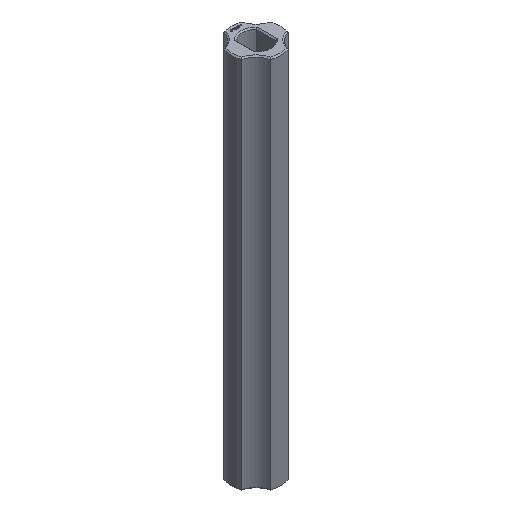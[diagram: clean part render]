
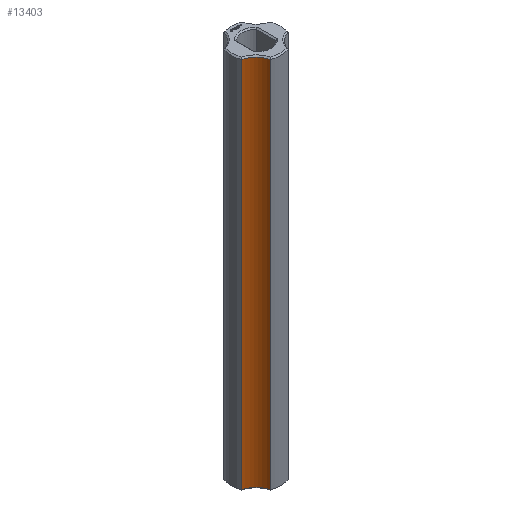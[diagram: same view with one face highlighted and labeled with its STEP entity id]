
A CAD part, isometric view. The second image highlights one B-rep face of the part: STEP entity #13403.
In plain terms, the highlighted cylindrical face has radius 5 mm (diameter 10 mm), a partial arc.
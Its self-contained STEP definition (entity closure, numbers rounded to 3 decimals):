
#189 = CYLINDRICAL_SURFACE('',#190,6.25);
#190 = AXIS2_PLACEMENT_3D('',#191,#192,#193);
#191 = CARTESIAN_POINT('',(0.,0.,0.));
#192 = DIRECTION('',(-0.,-0.,-1.));
#193 = DIRECTION('',(1.,0.,0.));
#625 = EDGE_CURVE('',#626,#628,#630,.T.);
#626 = VERTEX_POINT('',#627);
#627 = CARTESIAN_POINT('',(-2.225,-5.841,0.3));
#628 = VERTEX_POINT('',#629);
#629 = CARTESIAN_POINT('',(-2.225,-5.841,93.45));
#630 = SURFACE_CURVE('',#631,(#635,#642),.PCURVE_S1.);
#631 = LINE('',#632,#633);
#632 = CARTESIAN_POINT('',(-2.225,-5.841,0.));
#633 = VECTOR('',#634,1.);
#634 = DIRECTION('',(0.,0.,1.));
#635 = PCURVE('',#189,#636);
#636 = DEFINITIONAL_REPRESENTATION('',(#637),#641);
#637 = LINE('',#638,#639);
#638 = CARTESIAN_POINT('',(-4.348,0.));
#639 = VECTOR('',#640,1.);
#640 = DIRECTION('',(-0.,-1.));
#641 = ( GEOMETRIC_REPRESENTATION_CONTEXT(2) 
PARAMETRIC_REPRESENTATION_CONTEXT() REPRESENTATION_CONTEXT('2D SPACE',''
  ) );
#642 = PCURVE('',#643,#648);
#643 = CYLINDRICAL_SURFACE('',#644,5.);
#644 = AXIS2_PLACEMENT_3D('',#645,#646,#647);
#645 = CARTESIAN_POINT('',(-7.071,-7.071,0.));
#646 = DIRECTION('',(-0.,-0.,-1.));
#647 = DIRECTION('',(1.,0.,0.));
#648 = DEFINITIONAL_REPRESENTATION('',(#649),#653);
#649 = LINE('',#650,#651);
#650 = CARTESIAN_POINT('',(-0.249,0.));
#651 = VECTOR('',#652,1.);
#652 = DIRECTION('',(-0.,-1.));
#653 = ( GEOMETRIC_REPRESENTATION_CONTEXT(2) 
PARAMETRIC_REPRESENTATION_CONTEXT() REPRESENTATION_CONTEXT('2D SPACE',''
  ) );
#832 = CONICAL_SURFACE('',#833,5.,0.785);
#833 = AXIS2_PLACEMENT_3D('',#834,#835,#836);
#834 = CARTESIAN_POINT('',(-7.071,-7.071,0.3));
#835 = DIRECTION('',(-0.,-0.,-1.));
#836 = DIRECTION('',(0.969,0.246,0.));
#1149 = CONICAL_SURFACE('',#1150,5.,0.785);
#1150 = AXIS2_PLACEMENT_3D('',#1151,#1152,#1153);
#1151 = CARTESIAN_POINT('',(-7.071,-7.071,93.45));
#1152 = DIRECTION('',(0.,0.,1.));
#1153 = DIRECTION('',(0.969,0.246,0.));
#13403 = ADVANCED_FACE('',(#13404),#643,.F.);
#13404 = FACE_BOUND('',#13405,.T.);
#13405 = EDGE_LOOP('',(#13406,#13407,#13431,#13459));
#13406 = ORIENTED_EDGE('',*,*,#625,.T.);
#13407 = ORIENTED_EDGE('',*,*,#13408,.T.);
#13408 = EDGE_CURVE('',#628,#13409,#13411,.T.);
#13409 = VERTEX_POINT('',#13410);
#13410 = CARTESIAN_POINT('',(-5.841,-2.225,93.45));
#13411 = SURFACE_CURVE('',#13412,(#13417,#13424),.PCURVE_S1.);
#13412 = CIRCLE('',#13413,5.);
#13413 = AXIS2_PLACEMENT_3D('',#13414,#13415,#13416);
#13414 = CARTESIAN_POINT('',(-7.071,-7.071,93.45));
#13415 = DIRECTION('',(0.,-0.,1.));
#13416 = DIRECTION('',(0.969,0.246,0.));
#13417 = PCURVE('',#643,#13418);
#13418 = DEFINITIONAL_REPRESENTATION('',(#13419),#13423);
#13419 = LINE('',#13420,#13421);
#13420 = CARTESIAN_POINT('',(-0.249,-93.45));
#13421 = VECTOR('',#13422,1.);
#13422 = DIRECTION('',(-1.,0.));
#13423 = ( GEOMETRIC_REPRESENTATION_CONTEXT(2) 
PARAMETRIC_REPRESENTATION_CONTEXT() REPRESENTATION_CONTEXT('2D SPACE',''
  ) );
#13424 = PCURVE('',#1149,#13425);
#13425 = DEFINITIONAL_REPRESENTATION('',(#13426),#13430);
#13426 = LINE('',#13427,#13428);
#13427 = CARTESIAN_POINT('',(0.,0.));
#13428 = VECTOR('',#13429,1.);
#13429 = DIRECTION('',(1.,0.));
#13430 = ( GEOMETRIC_REPRESENTATION_CONTEXT(2) 
PARAMETRIC_REPRESENTATION_CONTEXT() REPRESENTATION_CONTEXT('2D SPACE',''
  ) );
#13431 = ORIENTED_EDGE('',*,*,#13432,.F.);
#13432 = EDGE_CURVE('',#13433,#13409,#13435,.T.);
#13433 = VERTEX_POINT('',#13434);
#13434 = CARTESIAN_POINT('',(-5.841,-2.225,0.3));
#13435 = SURFACE_CURVE('',#13436,(#13440,#13447),.PCURVE_S1.);
#13436 = LINE('',#13437,#13438);
#13437 = CARTESIAN_POINT('',(-5.841,-2.225,0.));
#13438 = VECTOR('',#13439,1.);
#13439 = DIRECTION('',(0.,0.,1.));
#13440 = PCURVE('',#643,#13441);
#13441 = DEFINITIONAL_REPRESENTATION('',(#13442),#13446);
#13442 = LINE('',#13443,#13444);
#13443 = CARTESIAN_POINT('',(-1.322,0.));
#13444 = VECTOR('',#13445,1.);
#13445 = DIRECTION('',(-0.,-1.));
#13446 = ( GEOMETRIC_REPRESENTATION_CONTEXT(2) 
PARAMETRIC_REPRESENTATION_CONTEXT() REPRESENTATION_CONTEXT('2D SPACE',''
  ) );
#13447 = PCURVE('',#13448,#13453);
#13448 = CYLINDRICAL_SURFACE('',#13449,6.25);
#13449 = AXIS2_PLACEMENT_3D('',#13450,#13451,#13452);
#13450 = CARTESIAN_POINT('',(0.,0.,0.));
#13451 = DIRECTION('',(-0.,-0.,-1.));
#13452 = DIRECTION('',(1.,0.,0.));
#13453 = DEFINITIONAL_REPRESENTATION('',(#13454),#13458);
#13454 = LINE('',#13455,#13456);
#13455 = CARTESIAN_POINT('',(-3.506,0.));
#13456 = VECTOR('',#13457,1.);
#13457 = DIRECTION('',(-0.,-1.));
#13458 = ( GEOMETRIC_REPRESENTATION_CONTEXT(2) 
PARAMETRIC_REPRESENTATION_CONTEXT() REPRESENTATION_CONTEXT('2D SPACE',''
  ) );
#13459 = ORIENTED_EDGE('',*,*,#13460,.F.);
#13460 = EDGE_CURVE('',#626,#13433,#13461,.T.);
#13461 = SURFACE_CURVE('',#13462,(#13467,#13474),.PCURVE_S1.);
#13462 = CIRCLE('',#13463,5.);
#13463 = AXIS2_PLACEMENT_3D('',#13464,#13465,#13466);
#13464 = CARTESIAN_POINT('',(-7.071,-7.071,0.3));
#13465 = DIRECTION('',(0.,-0.,1.));
#13466 = DIRECTION('',(0.969,0.246,0.));
#13467 = PCURVE('',#643,#13468);
#13468 = DEFINITIONAL_REPRESENTATION('',(#13469),#13473);
#13469 = LINE('',#13470,#13471);
#13470 = CARTESIAN_POINT('',(-0.249,-0.3));
#13471 = VECTOR('',#13472,1.);
#13472 = DIRECTION('',(-1.,0.));
#13473 = ( GEOMETRIC_REPRESENTATION_CONTEXT(2) 
PARAMETRIC_REPRESENTATION_CONTEXT() REPRESENTATION_CONTEXT('2D SPACE',''
  ) );
#13474 = PCURVE('',#832,#13475);
#13475 = DEFINITIONAL_REPRESENTATION('',(#13476),#13480);
#13476 = LINE('',#13477,#13478);
#13477 = CARTESIAN_POINT('',(-0.,0.));
#13478 = VECTOR('',#13479,1.);
#13479 = DIRECTION('',(-1.,0.));
#13480 = ( GEOMETRIC_REPRESENTATION_CONTEXT(2) 
PARAMETRIC_REPRESENTATION_CONTEXT() REPRESENTATION_CONTEXT('2D SPACE',''
  ) );
